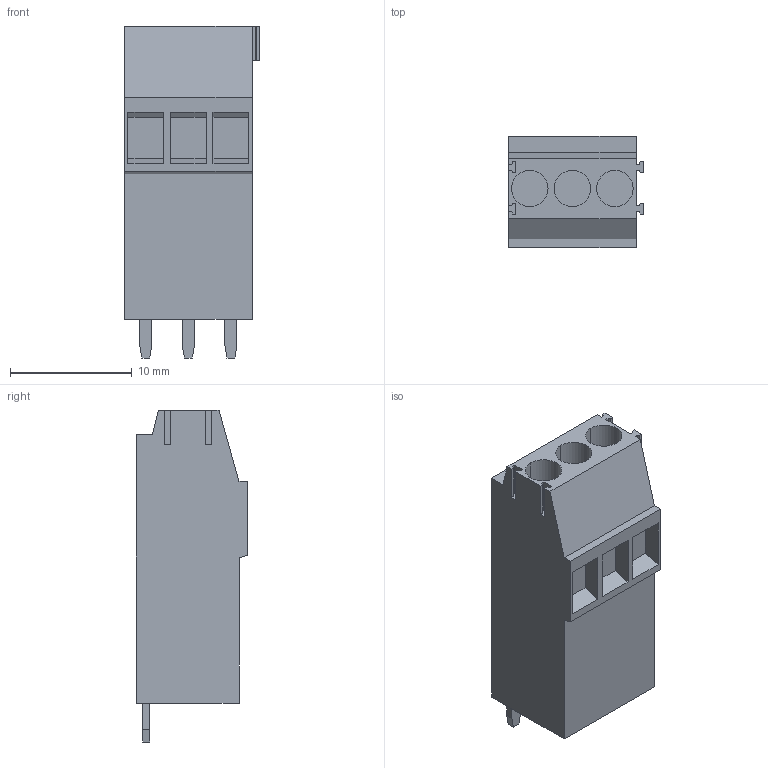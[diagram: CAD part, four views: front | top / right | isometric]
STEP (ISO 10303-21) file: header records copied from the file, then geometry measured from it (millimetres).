
FILE_DESCRIPTION(('CATIA V5 STEP Exchange','CAx-IF Rec.Pracs.--- Model Styling and Organization---1.2---2011-12-15'),'2;1');
FILE_NAME ('D1454822_0_1716720000_1716720000.stp','2018-09-10T15:13:47+00:00',('none'),('Weidmueller'),'CATIA Version 5-6 Release 2014','CATIA V5 STEP AP214','none');
FILE_SCHEMA(('AUTOMOTIVE_DESIGN { 1 0 10303 214 1 1 1 1 }'));
Length unit declared in the file: millimetre
Products named in the file (1): 1716720000
Bounding box: 11.1 x 9.15 x 27.3 mm (x, y, z)
Volume: 1990.6 mm3; surface area: 1271.8 mm2
Topology: 4 solids, 4 shells, 92 faces, 234 edges, 156 vertices
Faces by surface type: plane 86, cylinder 6
Entity records: 2650 total; most frequent: ORIENTED_EDGE 468, CARTESIAN_POINT 464, DIRECTION 380, EDGE_CURVE 234, VECTOR 222, LINE 222, VERTEX_POINT 156, EDGE_LOOP 98
